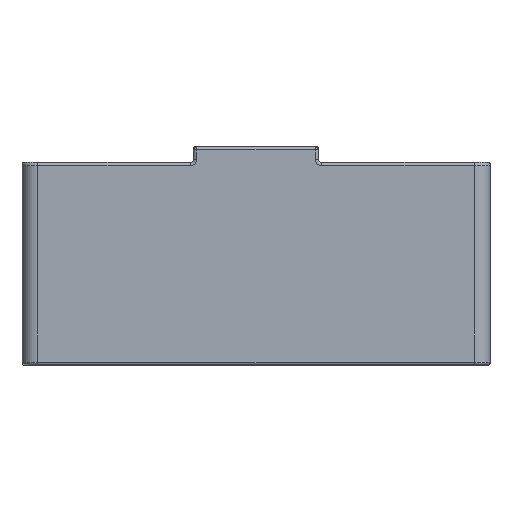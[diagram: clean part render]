
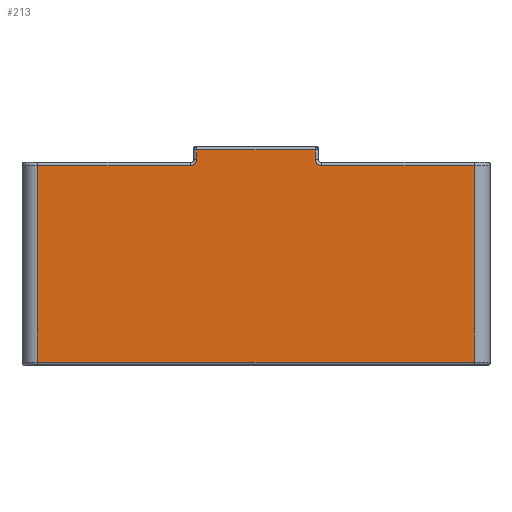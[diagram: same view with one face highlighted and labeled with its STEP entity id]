
A CAD part, front view. The second image highlights one B-rep face of the part: STEP entity #213.
In plain terms, the highlighted planar face has unit normal (0, -1, 0).
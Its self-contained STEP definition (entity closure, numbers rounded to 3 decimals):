
#9 = VECTOR ( 'NONE', #505, 1000. ) ;
#12 = CARTESIAN_POINT ( 'NONE',  ( 11.2, 0., 13.2 ) ) ;
#29 = CARTESIAN_POINT ( 'NONE',  ( 11., 0., 13.8 ) ) ;
#69 = CARTESIAN_POINT ( 'NONE',  ( 1., 0., 0.2 ) ) ;
#107 = PLANE ( 'NONE',  #3113 ) ;
#150 = VECTOR ( 'NONE', #2559, 1000. ) ;
#188 = EDGE_CURVE ( 'NONE', #3344, #1162, #1348, .T. ) ;
#213 = ADVANCED_FACE ( 'NONE', ( #1872 ), #107, .F. ) ;
#240 = LINE ( 'NONE', #1740, #9 ) ;
#276 = ORIENTED_EDGE ( 'NONE', *, *, #3889, .T. ) ;
#325 = LINE ( 'NONE', #1717, #2703 ) ;
#396 = CARTESIAN_POINT ( 'NONE',  ( 0., 0., 13. ) ) ;
#469 = DIRECTION ( 'NONE',  ( 0., -1., 0. ) ) ;
#505 = DIRECTION ( 'NONE',  ( 0., 0., -1. ) ) ;
#533 = CARTESIAN_POINT ( 'NONE',  ( 19.2, 0., 12.8 ) ) ;
#577 = EDGE_CURVE ( 'NONE', #1144, #3523, #3303, .T. ) ;
#757 = VECTOR ( 'NONE', #2249, 1000. ) ;
#771 = EDGE_CURVE ( 'NONE', #3659, #1829, #2511, .T. ) ;
#953 = CARTESIAN_POINT ( 'NONE',  ( 18.8, 0., 13.8 ) ) ;
#1009 = DIRECTION ( 'NONE',  ( 0., 1., 0. ) ) ;
#1036 = ORIENTED_EDGE ( 'NONE', *, *, #577, .T. ) ;
#1062 = ORIENTED_EDGE ( 'NONE', *, *, #3913, .F. ) ;
#1092 = CARTESIAN_POINT ( 'NONE',  ( 0., 0., 0.2 ) ) ;
#1144 = VERTEX_POINT ( 'NONE', #3064 ) ;
#1162 = VERTEX_POINT ( 'NONE', #533 ) ;
#1203 = CARTESIAN_POINT ( 'NONE',  ( 1., 0., 13. ) ) ;
#1336 = DIRECTION ( 'NONE',  ( 0., 0., 1. ) ) ;
#1348 = LINE ( 'NONE', #1933, #757 ) ;
#1357 = LINE ( 'NONE', #29, #150 ) ;
#1398 = DIRECTION ( 'NONE',  ( 0., 0., -1. ) ) ;
#1433 = CARTESIAN_POINT ( 'NONE',  ( 18.8, 0., 14. ) ) ;
#1610 = VERTEX_POINT ( 'NONE', #953 ) ;
#1679 = VERTEX_POINT ( 'NONE', #3519 ) ;
#1689 = CARTESIAN_POINT ( 'NONE',  ( 19.2, 0., 13.2 ) ) ;
#1717 = CARTESIAN_POINT ( 'NONE',  ( 1., 0., 12.8 ) ) ;
#1740 = CARTESIAN_POINT ( 'NONE',  ( 11.2, 0., 13.2 ) ) ;
#1829 = VERTEX_POINT ( 'NONE', #3404 ) ;
#1859 = ORIENTED_EDGE ( 'NONE', *, *, #3772, .T. ) ;
#1872 = FACE_OUTER_BOUND ( 'NONE', #3180, .T. ) ;
#1933 = CARTESIAN_POINT ( 'NONE',  ( 19.146, 0., 12.8 ) ) ;
#1934 = VECTOR ( 'NONE', #4013, 1000. ) ;
#1976 = CARTESIAN_POINT ( 'NONE',  ( 29., 0., 0.2 ) ) ;
#1986 = CARTESIAN_POINT ( 'NONE',  ( 18.8, 0., 13.2 ) ) ;
#2036 = DIRECTION ( 'NONE',  ( 0., 0., 1. ) ) ;
#2049 = DIRECTION ( 'NONE',  ( 0., 0., 1. ) ) ;
#2056 = VECTOR ( 'NONE', #2049, 1000. ) ;
#2119 = CIRCLE ( 'NONE', #3105, 0.4 ) ;
#2249 = DIRECTION ( 'NONE',  ( -1., 0., 0. ) ) ;
#2422 = CARTESIAN_POINT ( 'NONE',  ( 29., 0., 12.8 ) ) ;
#2423 = VECTOR ( 'NONE', #3251, 1000. ) ;
#2511 = CIRCLE ( 'NONE', #2800, 0.4 ) ;
#2521 = ORIENTED_EDGE ( 'NONE', *, *, #3114, .T. ) ;
#2537 = VERTEX_POINT ( 'NONE', #1976 ) ;
#2546 = DIRECTION ( 'NONE',  ( 0., 0., 1. ) ) ;
#2559 = DIRECTION ( 'NONE',  ( -1., 0., 0. ) ) ;
#2672 = CARTESIAN_POINT ( 'NONE',  ( 29., 0., 13. ) ) ;
#2703 = VECTOR ( 'NONE', #2989, 1000. ) ;
#2714 = LINE ( 'NONE', #1092, #2423 ) ;
#2762 = ORIENTED_EDGE ( 'NONE', *, *, #3156, .T. ) ;
#2798 = ORIENTED_EDGE ( 'NONE', *, *, #771, .T. ) ;
#2800 = AXIS2_PLACEMENT_3D ( 'NONE', #3859, #1009, #2546 ) ;
#2885 = DIRECTION ( 'NONE',  ( 0., 1., 0. ) ) ;
#2989 = DIRECTION ( 'NONE',  ( -1., 0., 0. ) ) ;
#3017 = LINE ( 'NONE', #2672, #3662 ) ;
#3022 = VERTEX_POINT ( 'NONE', #1986 ) ;
#3064 = CARTESIAN_POINT ( 'NONE',  ( 1., 0., 12.8 ) ) ;
#3105 = AXIS2_PLACEMENT_3D ( 'NONE', #1689, #469, #2036 ) ;
#3113 = AXIS2_PLACEMENT_3D ( 'NONE', #396, #2885, #1336 ) ;
#3114 = EDGE_CURVE ( 'NONE', #3022, #1610, #3531, .T. ) ;
#3127 = ORIENTED_EDGE ( 'NONE', *, *, #188, .T. ) ;
#3156 = EDGE_CURVE ( 'NONE', #1829, #1144, #325, .T. ) ;
#3163 = EDGE_CURVE ( 'NONE', #3022, #1162, #2119, .T. ) ;
#3180 = EDGE_LOOP ( 'NONE', ( #1036, #3757, #1062, #3127, #3357, #2521, #1859, #276, #2798, #2762 ) ) ;
#3251 = DIRECTION ( 'NONE',  ( 1., 0., 0. ) ) ;
#3303 = LINE ( 'NONE', #1203, #1934 ) ;
#3344 = VERTEX_POINT ( 'NONE', #2422 ) ;
#3357 = ORIENTED_EDGE ( 'NONE', *, *, #3163, .F. ) ;
#3404 = CARTESIAN_POINT ( 'NONE',  ( 10.8, 0., 12.8 ) ) ;
#3519 = CARTESIAN_POINT ( 'NONE',  ( 11.2, 0., 13.8 ) ) ;
#3523 = VERTEX_POINT ( 'NONE', #69 ) ;
#3531 = LINE ( 'NONE', #1433, #2056 ) ;
#3659 = VERTEX_POINT ( 'NONE', #12 ) ;
#3662 = VECTOR ( 'NONE', #1398, 1000. ) ;
#3757 = ORIENTED_EDGE ( 'NONE', *, *, #3874, .T. ) ;
#3772 = EDGE_CURVE ( 'NONE', #1610, #1679, #1357, .T. ) ;
#3859 = CARTESIAN_POINT ( 'NONE',  ( 10.8, 0., 13.2 ) ) ;
#3874 = EDGE_CURVE ( 'NONE', #3523, #2537, #2714, .T. ) ;
#3889 = EDGE_CURVE ( 'NONE', #1679, #3659, #240, .T. ) ;
#3913 = EDGE_CURVE ( 'NONE', #3344, #2537, #3017, .T. ) ;
#4013 = DIRECTION ( 'NONE',  ( 0., 0., -1. ) ) ;
